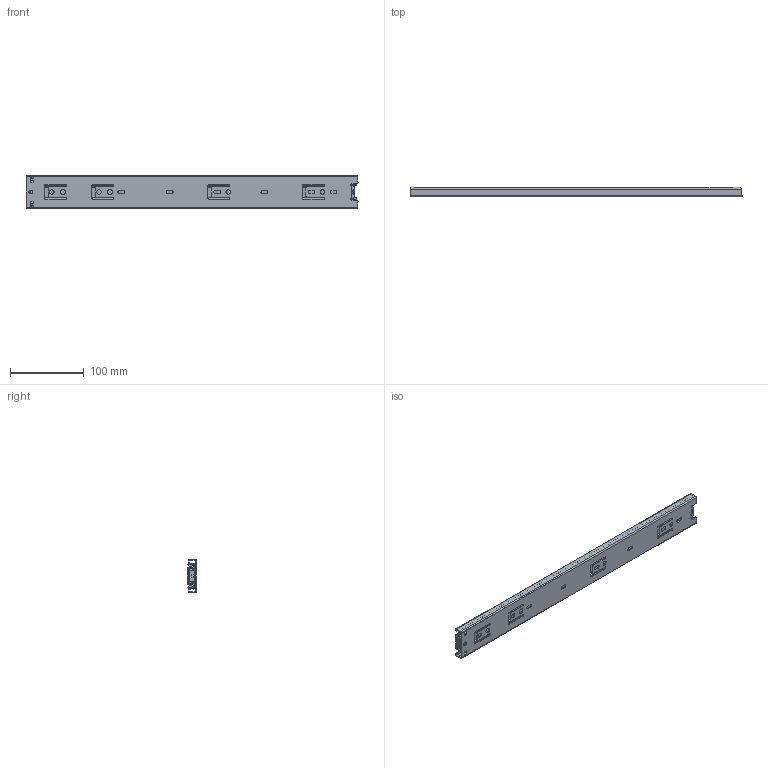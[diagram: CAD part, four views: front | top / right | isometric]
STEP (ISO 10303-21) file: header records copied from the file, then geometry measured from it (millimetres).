
FILE_DESCRIPTION (( 'STEP AP214' ), '1' );
FILE_NAME ('F002909-CLOSED_3D.step', '2022-06-06T11:46:59', ( '' ), ( '' ), 'SwSTEP 2.0', 'SolidWorks 2020', '' );
FILE_SCHEMA (( 'AUTOMOTIVE_DESIGN' ));
Length unit declared in the file: millimetre
Products named in the file (6): stredni bez tlumeni 450; vnitrni bez tlumeni 450 mm; F002909-CLOSED_3D; Vnejsi bez tlumeni 450 mm; straedni castdoraz; doraz zadni cast
Assembly tree (5 placements, depth 2):
  F002909-CLOSED_3D
    Vnejsi bez tlumeni 450 mm
    stredni bez tlumeni 450
    vnitrni bez tlumeni 450 mm
    doraz zadni cast
    straedni castdoraz
Bounding box: 450 x 12.7 x 44.7 mm (x, y, z)
Volume: 87607.4 mm3; surface area: 142653.8 mm2
Topology: 5 solids, 5 shells, 319 faces, 923 edges, 614 vertices
Faces by surface type: cylinder 157, plane 156, cone 6
Entity records: 11174 total; most frequent: CARTESIAN_POINT 2101, DIRECTION 1890, ORIENTED_EDGE 1846, EDGE_CURVE 923, AXIS2_PLACEMENT_3D 647, VERTEX_POINT 614, VECTOR 596, LINE 596
